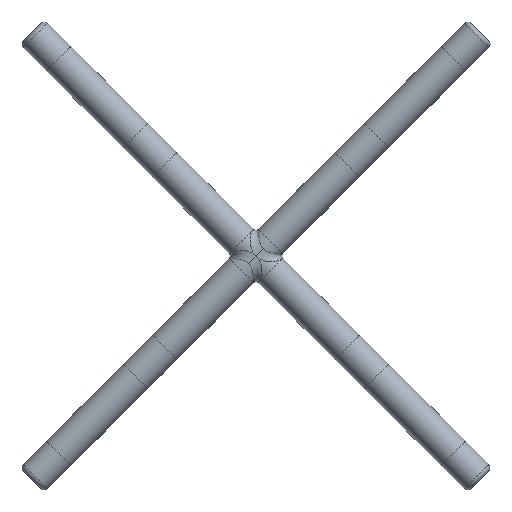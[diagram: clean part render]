
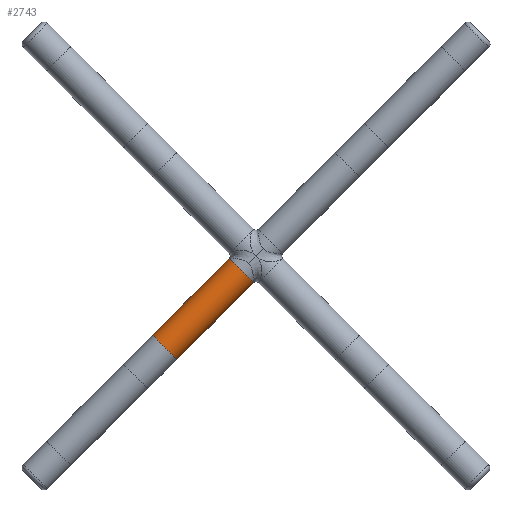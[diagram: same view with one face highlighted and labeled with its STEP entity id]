
A CAD part, top view. The second image highlights one B-rep face of the part: STEP entity #2743.
In plain terms, the highlighted cylindrical face has radius 12.5 mm (diameter 25 mm), a partial arc.
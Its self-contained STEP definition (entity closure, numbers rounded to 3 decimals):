
#2743=ADVANCED_FACE('',(#3046),#7090,.T.);
#3046=FACE_OUTER_BOUND('',#3360,.T.);
#3360=EDGE_LOOP('',(#3832,#3833,#3834,#3835));
#3832=ORIENTED_EDGE('',*,*,#5173,.T.);
#3833=ORIENTED_EDGE('',*,*,#5174,.T.);
#3834=ORIENTED_EDGE('',*,*,#5175,.T.);
#3835=ORIENTED_EDGE('',*,*,#5176,.T.);
#5173=EDGE_CURVE('',#6619,#6620,#6175,.T.);
#5174=EDGE_CURVE('',#6620,#6621,#5862,.T.);
#5175=EDGE_CURVE('',#6621,#6622,#6176,.T.);
#5176=EDGE_CURVE('',#6622,#6619,#5863,.T.);
#5862=(
BOUNDED_CURVE()
B_SPLINE_CURVE(2,(#15065,#15066,#15067,#15068,#15069),.UNSPECIFIED.,.F.,
 .F.)
B_SPLINE_CURVE_WITH_KNOTS((3,2,3),(0.,19.635,39.27),
 .UNSPECIFIED.)
CURVE()
GEOMETRIC_REPRESENTATION_ITEM()
RATIONAL_B_SPLINE_CURVE((1.,0.707,1.,0.707,1.))
REPRESENTATION_ITEM('')
);
#5863=(
BOUNDED_CURVE()
B_SPLINE_CURVE(2,(#15072,#15073,#15074,#15075,#15076),.UNSPECIFIED.,.F.,
 .F.)
B_SPLINE_CURVE_WITH_KNOTS((3,2,3),(0.,19.635,39.27),
 .UNSPECIFIED.)
CURVE()
GEOMETRIC_REPRESENTATION_ITEM()
RATIONAL_B_SPLINE_CURVE((1.,0.707,1.,0.707,1.))
REPRESENTATION_ITEM('')
);
#6175=B_SPLINE_CURVE_WITH_KNOTS('',1,(#15063,#15064),.UNSPECIFIED.,.F.,
 .F.,(2,2),(0.,79.6),.UNSPECIFIED.);
#6176=B_SPLINE_CURVE_WITH_KNOTS('',1,(#15070,#15071),.UNSPECIFIED.,.F.,
 .F.,(2,2),(0.,79.6),.UNSPECIFIED.);
#6619=VERTEX_POINT('',#14679);
#6620=VERTEX_POINT('',#14680);
#6621=VERTEX_POINT('',#14681);
#6622=VERTEX_POINT('',#14682);
#7090=CYLINDRICAL_SURFACE('',#7245,12.5);
#7245=AXIS2_PLACEMENT_3D('',#8823,#7441,$);
#7441=DIRECTION('',(-0.707,-0.707,0.));
#8823=CARTESIAN_POINT('',(126.007,125.995,0.));
#14679=CARTESIAN_POINT('',(145.382,163.047,0.));
#14680=CARTESIAN_POINT('',(88.973,106.638,0.));
#14681=CARTESIAN_POINT('',(106.65,88.96,0.));
#14682=CARTESIAN_POINT('',(163.06,145.369,0.));
#15063=CARTESIAN_POINT('',(145.382,163.047,0.));
#15064=CARTESIAN_POINT('',(88.973,106.638,0.));
#15065=CARTESIAN_POINT('',(88.973,106.638,0.));
#15066=CARTESIAN_POINT('',(88.973,106.638,12.5));
#15067=CARTESIAN_POINT('',(97.811,97.799,12.5));
#15068=CARTESIAN_POINT('',(106.65,88.96,12.5));
#15069=CARTESIAN_POINT('',(106.65,88.96,0.));
#15070=CARTESIAN_POINT('',(106.65,88.96,0.));
#15071=CARTESIAN_POINT('',(163.06,145.369,0.));
#15072=CARTESIAN_POINT('',(163.06,145.369,0.));
#15073=CARTESIAN_POINT('',(163.06,145.369,12.5));
#15074=CARTESIAN_POINT('',(154.221,154.208,12.5));
#15075=CARTESIAN_POINT('',(145.382,163.047,12.5));
#15076=CARTESIAN_POINT('',(145.382,163.047,0.));
